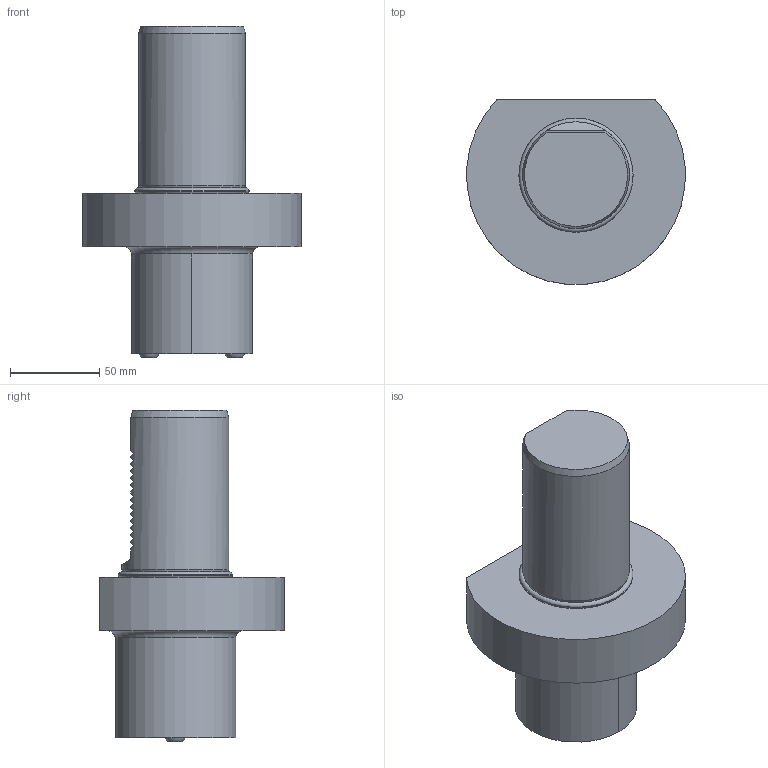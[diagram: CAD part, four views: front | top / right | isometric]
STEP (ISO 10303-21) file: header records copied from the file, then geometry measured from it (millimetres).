
FILE_DESCRIPTION (( 'STEP AP214' ), '1' );
FILE_NAME ('E260X32.STEP', '2025-07-29T08:52:38', ( '' ), ( '' ), 'SwSTEP 2.0', 'SolidWorks 2023', '' );
FILE_SCHEMA (( 'AUTOMOTIVE_DESIGN' ));
Length unit declared in the file: millimetre
Products named in the file (1): E260X32
Bounding box: 122.69 x 103.77 x 186.37 mm (x, y, z)
Volume: 790335.3 mm3; surface area: 64510.7 mm2
Topology: 1 solids, 1 shells, 296 faces, 784 edges, 526 vertices
Faces by surface type: plane 198, bspline 49, cylinder 42, torus 3, cone 2, sphere 2
Full cylindrical faces by diameter (mm): 1.7 x1, 2.1 x1, 6.366 x1, 10.072 x2, 11.475 x1, 32 x1, 60 x1, 64.194 x1
Entity records: 14156 total; most frequent: CARTESIAN_POINT 5041, ORIENTED_EDGE 1534, DIRECTION 1177, EDGE_CURVE 767, VERTEX_POINT 522, LINE 505, VECTOR 505, EDGE_LOOP 345
